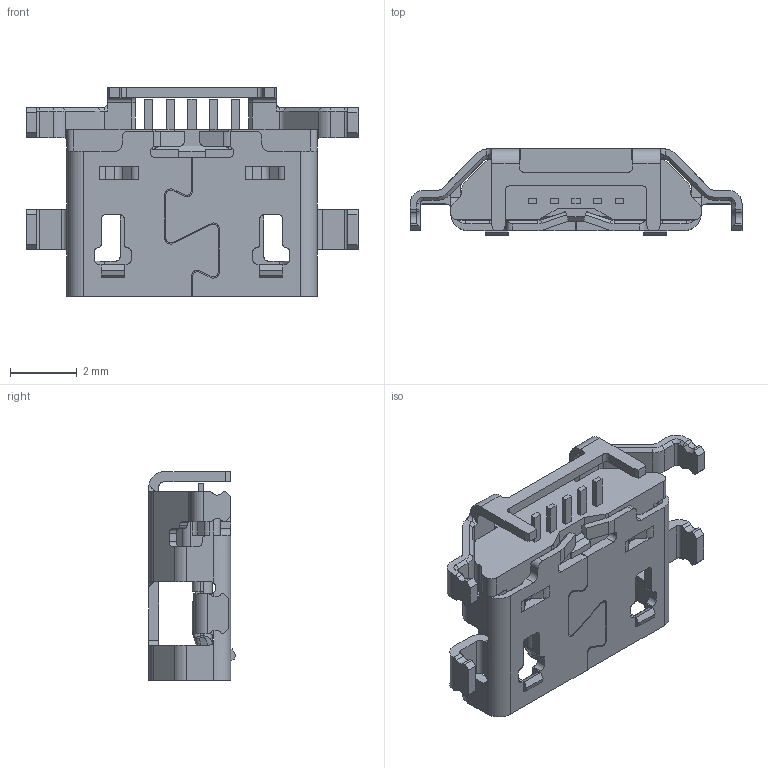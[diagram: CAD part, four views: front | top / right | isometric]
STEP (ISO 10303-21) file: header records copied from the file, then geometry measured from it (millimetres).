
FILE_DESCRIPTION(('CoCreate Modeling STEP Export'),'2;1');
FILE_NAME('0.8.stp','2017-09-30T13:58:02',(''),(''),'CoCreate Modeling STEP processor for AP214 (Solid Model)','CoCreate Modeling 16.00 13-May-2008 (C) Parametric Technology GmbH','');
FILE_SCHEMA(('AUTOMOTIVE_DESIGN { 1 0 10303 214 1 1 1 1 }'));
Length unit declared in the file: millimetre
Products named in the file (1): MSBR
Bounding box: 9.95 x 2.62 x 6.25 mm (x, y, z)
Volume: 46.7 mm3; surface area: 282.1 mm2
Topology: 1 solids, 1 shells, 687 faces, 1944 edges, 1246 vertices
Faces by surface type: plane 450, cylinder 187, cone 38, sphere 8, bspline 4
Entity records: 22492 total; most frequent: CARTESIAN_POINT 4596, ORIENTED_EDGE 3888, DIRECTION 3591, EDGE_CURVE 1944, VECTOR 1433, LINE 1433, VERTEX_POINT 1246, AXIS2_PLACEMENT_3D 1079
